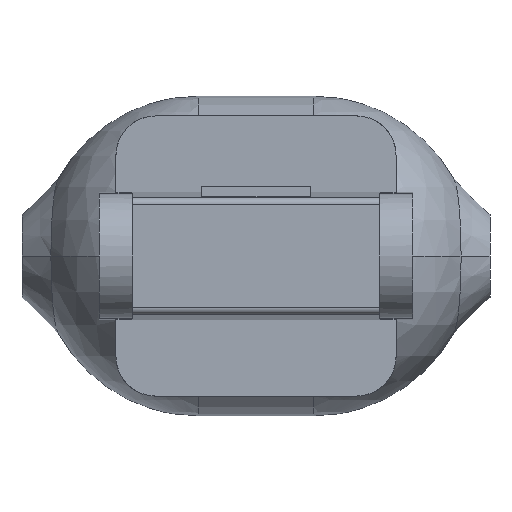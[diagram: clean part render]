
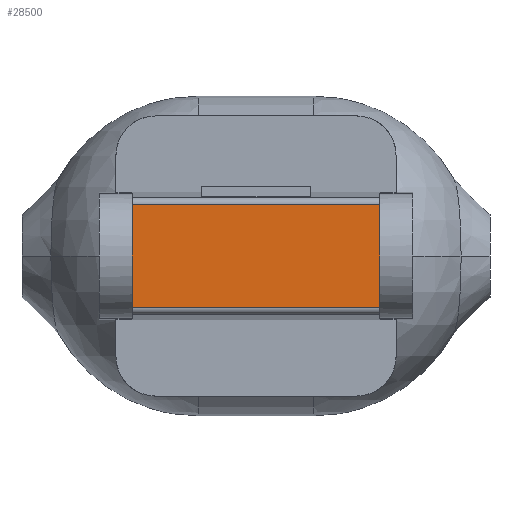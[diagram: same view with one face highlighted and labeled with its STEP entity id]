
A CAD part, left-side view. The second image highlights one B-rep face of the part: STEP entity #28500.
In plain terms, the highlighted planar face has unit normal (-1, 0, 0).
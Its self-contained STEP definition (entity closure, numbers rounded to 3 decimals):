
#7770=CARTESIAN_POINT('',(-19.,-85.,0.));
#7780=VERTEX_POINT('',#7770);
#8440=CARTESIAN_POINT('',(-19.,-10.,0.));
#8450=VERTEX_POINT('',#8440);
#11620=CARTESIAN_POINT('',(-19.,-85.,-15.64));
#11630=VERTEX_POINT('',#11620);
#11660=CARTESIAN_POINT('',(-19.,-85.,-15.64));
#11670=DIRECTION('',(0.,0.,1.));
#11680=VECTOR('',#11670,1.);
#11690=LINE('',#11660,#11680);
#11700=EDGE_CURVE('',#11630,#7780,#11690,.T.);
#11810=CARTESIAN_POINT('',(-19.,-85.,-15.64));
#11820=DIRECTION('',(0.,0.,1.));
#11830=VECTOR('',#11820,1.);
#11840=LINE('',#11810,#11830);
#11850=CARTESIAN_POINT('',(-19.,-85.,15.64));
#11860=VERTEX_POINT('',#11850);
#11870=EDGE_CURVE('',#7780,#11860,#11840,.T.);
#12360=CARTESIAN_POINT('',(-19.,-10.,15.64));
#12370=VERTEX_POINT('',#12360);
#12400=CARTESIAN_POINT('',(-19.,-10.,-15.64));
#12410=DIRECTION('',(0.,0.,1.));
#12420=VECTOR('',#12410,1.);
#12430=LINE('',#12400,#12420);
#12440=EDGE_CURVE('',#8450,#12370,#12430,.T.);
#12550=CARTESIAN_POINT('',(-19.,-10.,-15.64));
#12560=DIRECTION('',(0.,0.,1.));
#12570=VECTOR('',#12560,1.);
#12580=LINE('',#12550,#12570);
#12590=CARTESIAN_POINT('',(-19.,-10.,-15.64));
#12600=VERTEX_POINT('',#12590);
#12610=EDGE_CURVE('',#12600,#8450,#12580,.T.);
#28220=CARTESIAN_POINT('',(-19.,-10.,-15.64));
#28230=DIRECTION('',(0.,-1.,0.));
#28240=VECTOR('',#28230,1.);
#28250=LINE('',#28220,#28240);
#28260=EDGE_CURVE('',#12600,#11630,#28250,.T.);
#28320=CARTESIAN_POINT('',(-19.,-10.,-15.64));
#28330=DIRECTION('',(-1.,0.,0.));
#28340=DIRECTION('',(0.,0.,-1.));
#28350=AXIS2_PLACEMENT_3D('',#28320,#28330,#28340);
#28360=PLANE('',#28350);
#28370=ORIENTED_EDGE('',*,*,#11700,.T.);
#28380=ORIENTED_EDGE('',*,*,#28260,.T.);
#28390=ORIENTED_EDGE('',*,*,#12610,.F.);
#28400=ORIENTED_EDGE('',*,*,#12440,.F.);
#28410=CARTESIAN_POINT('',(-19.,-10.,15.64));
#28420=DIRECTION('',(0.,1.,0.));
#28430=VECTOR('',#28420,1.);
#28440=LINE('',#28410,#28430);
#28450=EDGE_CURVE('',#11860,#12370,#28440,.T.);
#28460=ORIENTED_EDGE('',*,*,#28450,.T.);
#28470=ORIENTED_EDGE('',*,*,#11870,.T.);
#28480=EDGE_LOOP('',(#28470,#28460,#28400,#28390,#28380,#28370));
#28490=FACE_OUTER_BOUND('',#28480,.T.);
#28500=ADVANCED_FACE('',(#28490),#28360,.T.);
